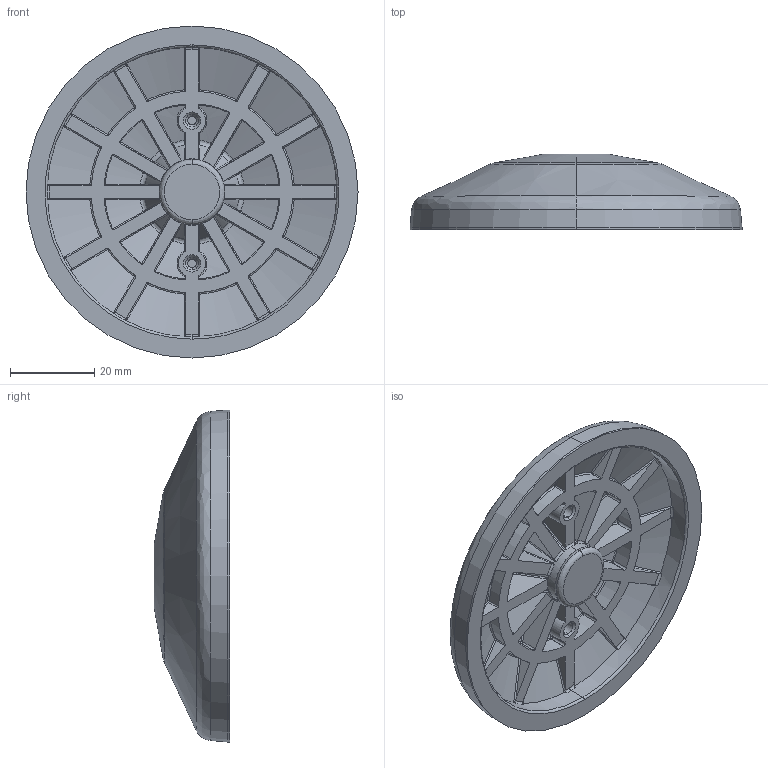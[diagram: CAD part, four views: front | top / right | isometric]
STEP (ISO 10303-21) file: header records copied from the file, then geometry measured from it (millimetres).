
FILE_DESCRIPTION (( 'STEP AP203' ), '1' );
FILE_NAME ('403538836_c_1.STEP', '2022-07-09T16:19:16', ( '' ), ( '' ), 'SwSTEP 2.0', 'SolidWorks 2014', '' );
FILE_SCHEMA (( 'CONFIG_CONTROL_DESIGN' ));
Length unit declared in the file: millimetre
Products named in the file (1): 403538836_c_1
Bounding box: 79 x 18 x 79 mm (x, y, z)
Volume: 34219.3 mm3; surface area: 16439.3 mm2
Topology: 1 solids, 1 shells, 458 faces, 1174 edges, 706 vertices
Faces by surface type: bspline 225, cylinder 98, plane 81, cone 54
Entity records: 18815 total; most frequent: CARTESIAN_POINT 9324, ORIENTED_EDGE 2316, DIRECTION 1546, EDGE_CURVE 1158, VERTEX_POINT 706, AXIS2_PLACEMENT_3D 641, B_SPLINE_CURVE_WITH_KNOTS 473, EDGE_LOOP 462
